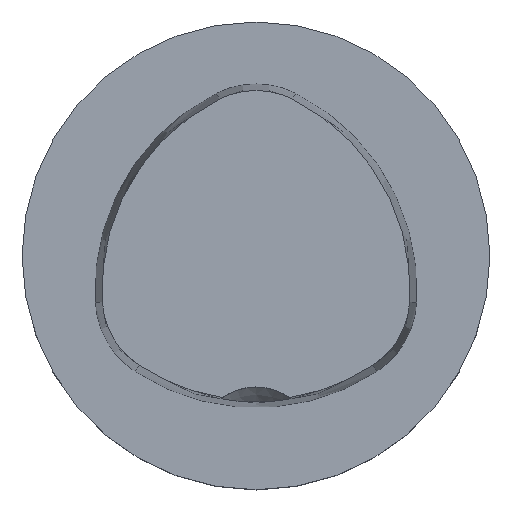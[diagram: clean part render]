
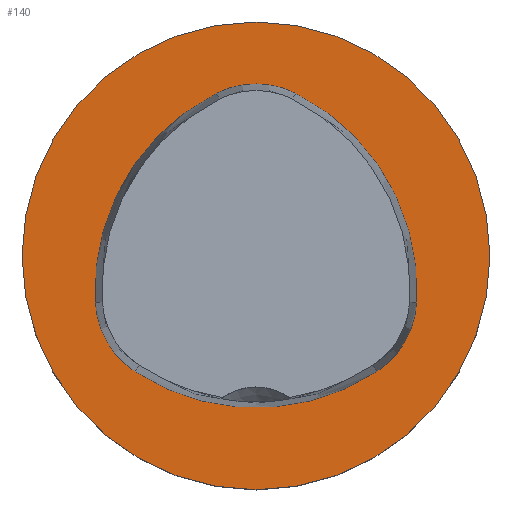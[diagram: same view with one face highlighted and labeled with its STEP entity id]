
A CAD part, top view. The second image highlights one B-rep face of the part: STEP entity #140.
In plain terms, the highlighted planar face has unit normal (0, 0, 1).
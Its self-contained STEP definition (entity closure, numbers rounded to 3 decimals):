
#140=ADVANCED_FACE('',(#161,#162),#154,.T.);
#154=PLANE('',#329);
#161=FACE_BOUND('',#171,.T.);
#162=FACE_BOUND('',#172,.T.);
#171=EDGE_LOOP('',(#191,#192,#193,#194,#195,#196));
#172=EDGE_LOOP('',(#197));
#191=ORIENTED_EDGE('',*,*,#269,.F.);
#192=ORIENTED_EDGE('',*,*,#270,.F.);
#193=ORIENTED_EDGE('',*,*,#271,.F.);
#194=ORIENTED_EDGE('',*,*,#272,.F.);
#195=ORIENTED_EDGE('',*,*,#273,.F.);
#196=ORIENTED_EDGE('',*,*,#274,.F.);
#197=ORIENTED_EDGE('',*,*,#268,.F.);
#247=VERTEX_POINT('',#444);
#248=VERTEX_POINT('',#447);
#249=VERTEX_POINT('',#448);
#250=VERTEX_POINT('',#450);
#251=VERTEX_POINT('',#452);
#252=VERTEX_POINT('',#454);
#253=VERTEX_POINT('',#456);
#268=EDGE_CURVE('',#247,#247,#297,.T.);
#269=EDGE_CURVE('',#248,#249,#298,.T.);
#270=EDGE_CURVE('',#250,#248,#299,.T.);
#271=EDGE_CURVE('',#251,#250,#300,.T.);
#272=EDGE_CURVE('',#252,#251,#301,.T.);
#273=EDGE_CURVE('',#253,#252,#302,.T.);
#274=EDGE_CURVE('',#249,#253,#303,.T.);
#297=CIRCLE('',#321,16.0);
#298=CIRCLE('',#323,6.063);
#299=CIRCLE('',#324,15.063);
#300=CIRCLE('',#325,6.063);
#301=CIRCLE('',#326,15.063);
#302=CIRCLE('',#327,6.063);
#303=CIRCLE('',#328,15.063);
#321=AXIS2_PLACEMENT_3D('',#443,#363,#364);
#323=AXIS2_PLACEMENT_3D('',#446,#367,#368);
#324=AXIS2_PLACEMENT_3D('',#449,#369,#370);
#325=AXIS2_PLACEMENT_3D('',#451,#371,#372);
#326=AXIS2_PLACEMENT_3D('',#453,#373,#374);
#327=AXIS2_PLACEMENT_3D('',#455,#375,#376);
#328=AXIS2_PLACEMENT_3D('',#457,#377,#378);
#329=AXIS2_PLACEMENT_3D('',#458,#379,#380);
#363=DIRECTION('',(0.0,0.0,-1.0));
#364=DIRECTION('',(-1.0,0.0,0.0));
#367=DIRECTION('',(0.0,0.0,1.0));
#368=DIRECTION('',(1.0,0.0,0.0));
#369=DIRECTION('',(0.0,0.0,1.0));
#370=DIRECTION('',(1.0,0.0,0.0));
#371=DIRECTION('',(0.0,0.0,1.0));
#372=DIRECTION('',(1.0,0.0,0.0));
#373=DIRECTION('',(0.0,0.0,1.0));
#374=DIRECTION('',(1.0,0.0,0.0));
#375=DIRECTION('',(0.0,0.0,1.0));
#376=DIRECTION('',(1.0,0.0,0.0));
#377=DIRECTION('',(0.0,0.0,1.0));
#378=DIRECTION('',(1.0,0.0,0.0));
#379=DIRECTION('',(0.0,0.0,1.0));
#380=DIRECTION('',(-1.0,0.0,0.0));
#443=CARTESIAN_POINT('',(0.0,0.0,0.0));
#444=CARTESIAN_POINT('',(-16.0,0.0,0.0));
#446=CARTESIAN_POINT('',(0.0,5.7,0.0));
#447=CARTESIAN_POINT('',(2.728,11.115,0.0));
#448=CARTESIAN_POINT('',(-2.728,11.115,0.0));
#449=CARTESIAN_POINT('',(-4.049,-2.338,0.0));
#450=CARTESIAN_POINT('',(10.989,-3.195,0.0));
#451=CARTESIAN_POINT('',(4.936,-2.85,0.0));
#452=CARTESIAN_POINT('',(8.262,-7.919,0.0));
#453=CARTESIAN_POINT('',(0.0,4.675,0.0));
#454=CARTESIAN_POINT('',(-8.262,-7.919,0.0));
#455=CARTESIAN_POINT('',(-4.936,-2.85,0.0));
#456=CARTESIAN_POINT('',(-10.989,-3.195,0.0));
#457=CARTESIAN_POINT('',(4.049,-2.338,0.0));
#458=CARTESIAN_POINT('',(0.0,16.0,0.0));
